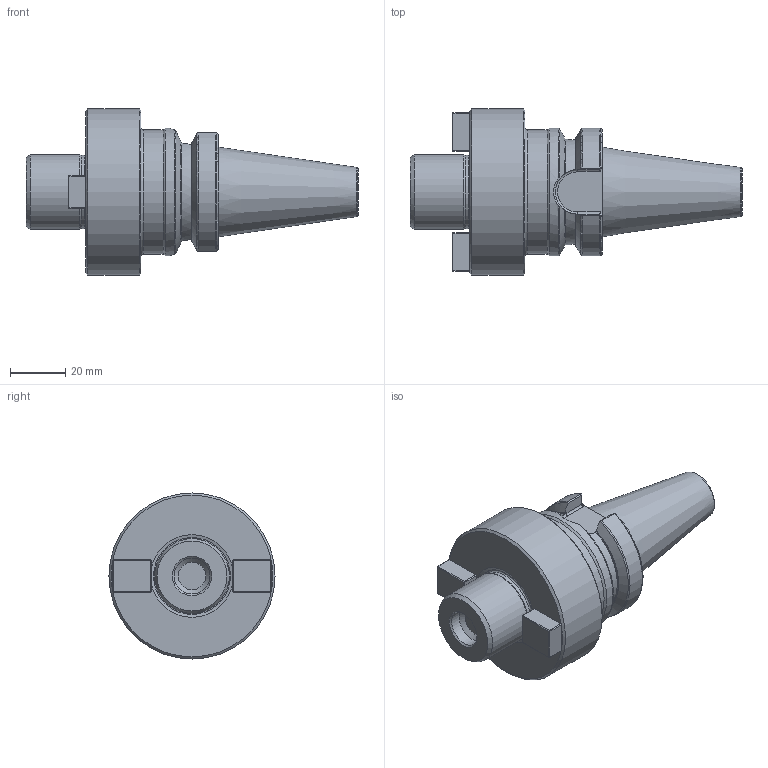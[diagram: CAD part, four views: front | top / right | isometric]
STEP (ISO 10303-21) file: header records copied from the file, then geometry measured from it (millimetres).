
FILE_DESCRIPTION(/* description */ (''),/* implementation_level */ '2;1');
FILE_NAME(/* name */ 'ABT30-FM-27-050.stp',/* time_stamp */ '2024-12-19T09:36:31+03:00',/* author */ (''),/* organization */ (''),/* preprocessor_version */ 'ST-DEVELOPER v19.4',/* originating_system */ 'SIEMENS PLM Software NX2306.3001',/* authorisation */ '');
FILE_SCHEMA (('AUTOMOTIVE_DESIGN { 1 0 10303 214 3 1 1 1 }'));
Length unit declared in the file: millimetre
Products named in the file (1): ABT30-FM-27-050-LIGHT_objects
Bounding box: 119.9 x 60 x 60 mm (x, y, z)
Volume: 135518.3 mm3; surface area: 19917.9 mm2
Topology: 1 solids, 1 shells, 120 faces, 295 edges, 181 vertices
Faces by surface type: plane 62, cylinder 22, cone 18, torus 16, bspline 2
Full cylindrical faces by diameter (mm): 4 x1, 10 x1, 13 x1, 26.5 x1, 27 x1, 45 x1, 46 x1, 60 x1
Entity records: 3661 total; most frequent: CARTESIAN_POINT 1012, ORIENTED_EDGE 530, DIRECTION 514, EDGE_CURVE 265, AXIS2_PLACEMENT_3D 195, VERTEX_POINT 176, EDGE_LOOP 148, LINE 124
